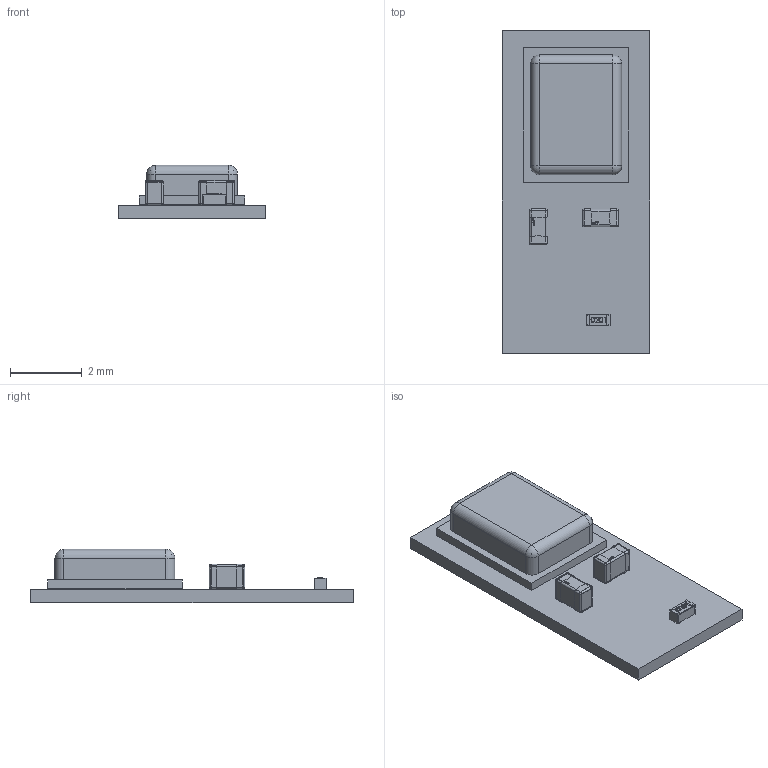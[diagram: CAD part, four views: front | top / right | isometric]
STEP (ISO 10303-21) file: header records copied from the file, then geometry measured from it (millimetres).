
FILE_DESCRIPTION(('Open CASCADE Model'),'2;1');
FILE_NAME('Open CASCADE Shape Model','2022-03-19T16:45:50',('Author'),( 'Open CASCADE'),'Open CASCADE STEP processor 6.8','Open CASCADE 6.8' ,'Unknown');
FILE_SCHEMA(('AUTOMOTIVE_DESIGN { 1 0 10303 214 1 1 1 1 }'));
Length unit declared in the file: millimetre
Products named in the file (1): PCB
Bounding box: 4.11 x 9 x 1.49 mm (x, y, z)
Volume: 14.8 mm3; surface area: 160.1 mm2
Topology: 9 solids, 104 shells, 494 faces, 1435 edges, 1046 vertices
Faces by surface type: plane 245, bspline 112, cylinder 77, sphere 36, extrusion 24
Full cylindrical faces by diameter (mm): 0.25 x1, 0.4 x1, 0.56 x2, 0.61 x2, 0.72 x2, 1.24 x1
Entity records: 19445 total; most frequent: CARTESIAN_POINT 6536, ORIENTED_EDGE 2454, DIRECTION 2027, EDGE_CURVE 1435, VERTEX_POINT 1046, VECTOR 969, LINE 945, FACE_BOUND 535
